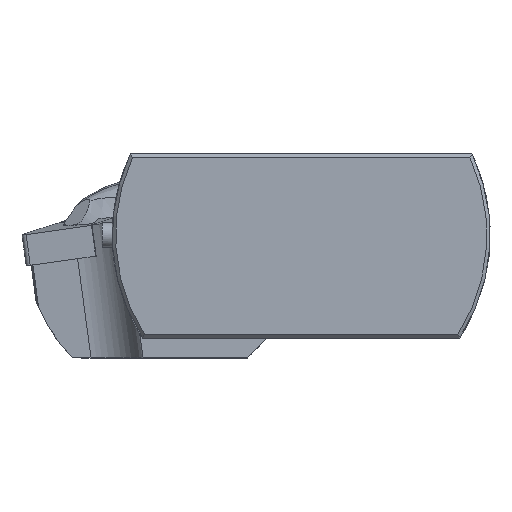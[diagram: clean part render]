
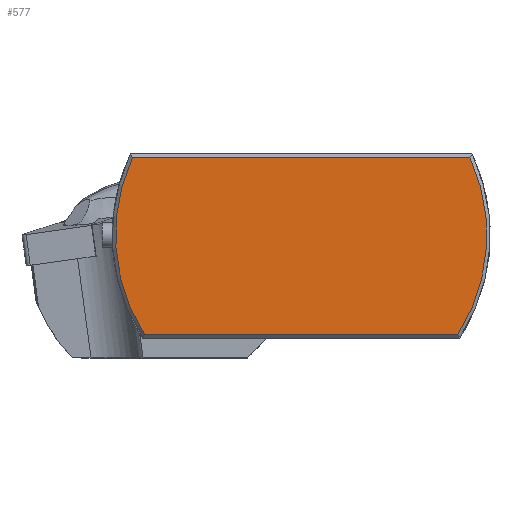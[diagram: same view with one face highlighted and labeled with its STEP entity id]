
A CAD part, top view. The second image highlights one B-rep face of the part: STEP entity #577.
In plain terms, the highlighted planar face has unit normal (0, 0, 1).
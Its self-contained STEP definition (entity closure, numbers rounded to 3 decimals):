
#246=PLANE('',#1981);
#253=LINE('',#2490,#375);
#255=LINE('',#2499,#377);
#375=VECTOR('',#2026,1.);
#377=VECTOR('',#2030,1.);
#577=ADVANCED_FACE('',(#663),#246,.T.);
#663=FACE_OUTER_BOUND('',#761,.T.);
#761=EDGE_LOOP('',(#1255,#1256,#1257,#1258));
#776=CIRCLE('',#1848,37.825);
#778=CIRCLE('',#1853,37.825);
#1255=ORIENTED_EDGE('',*,*,#1476,.F.);
#1256=ORIENTED_EDGE('',*,*,#1479,.T.);
#1257=ORIENTED_EDGE('',*,*,#1485,.F.);
#1258=ORIENTED_EDGE('',*,*,#1482,.F.);
#1312=VERTEX_POINT('',#2480);
#1313=VERTEX_POINT('',#2482);
#1315=VERTEX_POINT('',#2491);
#1317=VERTEX_POINT('',#2500);
#1476=EDGE_CURVE('',#1312,#1313,#776,.T.);
#1479=EDGE_CURVE('',#1312,#1315,#253,.T.);
#1482=EDGE_CURVE('',#1313,#1317,#255,.T.);
#1485=EDGE_CURVE('',#1317,#1315,#778,.T.);
#1848=AXIS2_PLACEMENT_3D('',#2481,#2020,#2021);
#1853=AXIS2_PLACEMENT_3D('',#2508,#2034,#2035);
#1981=AXIS2_PLACEMENT_3D('',#3451,#2392,#2393);
#2020=DIRECTION('',(0.,0.,-1.));
#2021=DIRECTION('',(1.,0.,0.));
#2026=DIRECTION('',(-1.,0.,0.));
#2030=DIRECTION('',(-1.,0.,0.));
#2034=DIRECTION('',(0.,0.,-1.));
#2035=DIRECTION('',(1.,0.,0.));
#2392=DIRECTION('',(0.,0.,1.));
#2393=DIRECTION('',(1.,0.,0.));
#2480=CARTESIAN_POINT('',(34.355,15.825,0.));
#2481=CARTESIAN_POINT('',(0.,0.,0.));
#2482=CARTESIAN_POINT('',(31.9,-20.325,0.));
#2490=CARTESIAN_POINT('',(6.608,15.825,0.));
#2491=CARTESIAN_POINT('',(-34.355,15.825,0.));
#2499=CARTESIAN_POINT('',(6.608,-20.325,0.));
#2500=CARTESIAN_POINT('',(-31.9,-20.325,0.));
#2508=CARTESIAN_POINT('',(0.,0.,0.));
#3451=CARTESIAN_POINT('',(0.,0.,0.));
